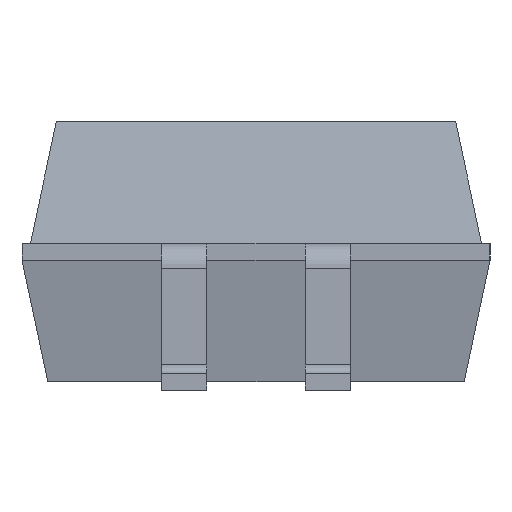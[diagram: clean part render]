
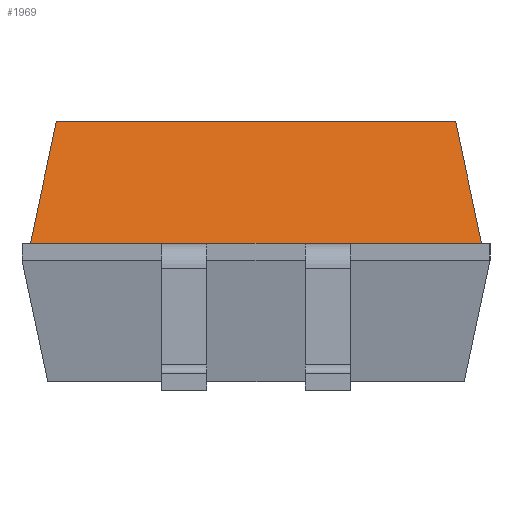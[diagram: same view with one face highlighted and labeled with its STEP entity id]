
A CAD part, left-side view. The second image highlights one B-rep face of the part: STEP entity #1969.
In plain terms, the highlighted free-form (B-spline) face has degree [1, 1] with [2, 2] control points.
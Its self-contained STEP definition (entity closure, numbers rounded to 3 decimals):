
#1052 = VERTEX_POINT('',#1053);
#1053 = CARTESIAN_POINT('',(-2.625,1.995,1.375));
#1076 = VERTEX_POINT('',#1077);
#1077 = CARTESIAN_POINT('',(-2.625,0.835,1.375));
#1083 = EDGE_CURVE('',#1052,#1076,#1084,.T.);
#1084 = LINE('',#1085,#1086);
#1085 = CARTESIAN_POINT('',(-2.625,1.995,1.375));
#1086 = VECTOR('',#1087,1.);
#1087 = DIRECTION('',(0.,-1.,0.));
#1282 = VERTEX_POINT('',#1283);
#1283 = CARTESIAN_POINT('',(-2.625,-0.835,1.375));
#1291 = VERTEX_POINT('',#1292);
#1292 = CARTESIAN_POINT('',(-2.625,-1.995,1.375));
#1297 = EDGE_CURVE('',#1282,#1291,#1298,.T.);
#1298 = LINE('',#1299,#1300);
#1299 = CARTESIAN_POINT('',(-2.625,1.995,1.375));
#1300 = VECTOR('',#1301,1.);
#1301 = DIRECTION('',(0.,-1.,0.));
#1530 = VERTEX_POINT('',#1531);
#1531 = CARTESIAN_POINT('',(-2.625,0.435,1.375));
#1539 = VERTEX_POINT('',#1540);
#1540 = CARTESIAN_POINT('',(-2.625,-0.435,1.375));
#1546 = EDGE_CURVE('',#1530,#1539,#1547,.T.);
#1547 = LINE('',#1548,#1549);
#1548 = CARTESIAN_POINT('',(-2.625,1.995,1.375));
#1549 = VECTOR('',#1550,1.);
#1550 = DIRECTION('',(0.,-1.,0.));
#1951 = EDGE_CURVE('',#1052,#1952,#1954,.T.);
#1952 = VERTEX_POINT('',#1953);
#1953 = CARTESIAN_POINT('',(-2.397,1.767,2.45));
#1954 = B_SPLINE_CURVE_WITH_KNOTS('',1,(#1955,#1956),.UNSPECIFIED.,.F.,
.F.,(2,2),(0.,1.),.PIECEWISE_BEZIER_KNOTS.);
#1955 = CARTESIAN_POINT('',(-2.625,1.995,1.375));
#1956 = CARTESIAN_POINT('',(-2.397,1.767,2.45));
#1969 = ADVANCED_FACE('',(#1970),#2001,.T.);
#1970 = FACE_BOUND('',#1971,.T.);
#1971 = EDGE_LOOP('',(#1972,#1973,#1979,#1980,#1986,#1987,#1994,#2000));
#1972 = ORIENTED_EDGE('',*,*,#1083,.T.);
#1973 = ORIENTED_EDGE('',*,*,#1974,.T.);
#1974 = EDGE_CURVE('',#1076,#1530,#1975,.T.);
#1975 = LINE('',#1976,#1977);
#1976 = CARTESIAN_POINT('',(-2.625,1.995,1.375));
#1977 = VECTOR('',#1978,1.);
#1978 = DIRECTION('',(0.,-1.,0.));
#1979 = ORIENTED_EDGE('',*,*,#1546,.T.);
#1980 = ORIENTED_EDGE('',*,*,#1981,.T.);
#1981 = EDGE_CURVE('',#1539,#1282,#1982,.T.);
#1982 = LINE('',#1983,#1984);
#1983 = CARTESIAN_POINT('',(-2.625,1.995,1.375));
#1984 = VECTOR('',#1985,1.);
#1985 = DIRECTION('',(0.,-1.,0.));
#1986 = ORIENTED_EDGE('',*,*,#1297,.T.);
#1987 = ORIENTED_EDGE('',*,*,#1988,.T.);
#1988 = EDGE_CURVE('',#1291,#1989,#1991,.T.);
#1989 = VERTEX_POINT('',#1990);
#1990 = CARTESIAN_POINT('',(-2.397,-1.767,2.45));
#1991 = B_SPLINE_CURVE_WITH_KNOTS('',1,(#1992,#1993),.UNSPECIFIED.,.F.,
.F.,(2,2),(0.,1.),.PIECEWISE_BEZIER_KNOTS.);
#1992 = CARTESIAN_POINT('',(-2.625,-1.995,1.375));
#1993 = CARTESIAN_POINT('',(-2.397,-1.767,2.45));
#1994 = ORIENTED_EDGE('',*,*,#1995,.F.);
#1995 = EDGE_CURVE('',#1952,#1989,#1996,.T.);
#1996 = LINE('',#1997,#1998);
#1997 = CARTESIAN_POINT('',(-2.397,1.767,2.45));
#1998 = VECTOR('',#1999,1.);
#1999 = DIRECTION('',(0.,-1.,0.));
#2000 = ORIENTED_EDGE('',*,*,#1951,.F.);
#2001 = B_SPLINE_SURFACE_WITH_KNOTS('',1,1,(
(#2002,#2003)
,(#2004,#2005
)),.UNSPECIFIED.,.F.,.F.,.F.,(2,2),(2,2),(0.,3.99),(0.,1.),
.PIECEWISE_BEZIER_KNOTS.);
#2002 = CARTESIAN_POINT('',(-2.625,1.995,1.375));
#2003 = CARTESIAN_POINT('',(-2.397,1.767,2.45));
#2004 = CARTESIAN_POINT('',(-2.625,-1.995,1.375));
#2005 = CARTESIAN_POINT('',(-2.397,-1.767,2.45));
